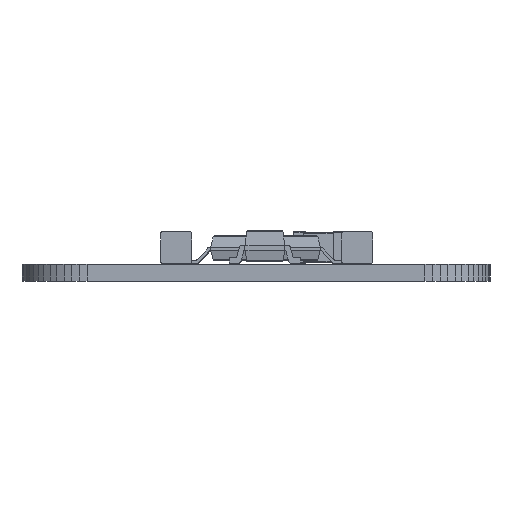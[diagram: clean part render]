
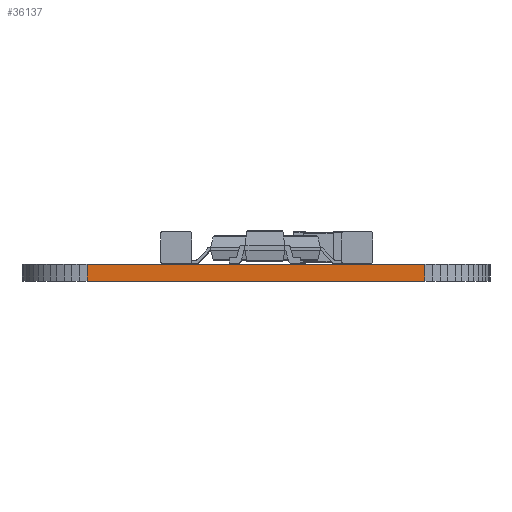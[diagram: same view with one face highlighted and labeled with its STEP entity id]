
A CAD part, front view. The second image highlights one B-rep face of the part: STEP entity #36137.
In plain terms, the highlighted planar face has unit normal (0, -1, 0).
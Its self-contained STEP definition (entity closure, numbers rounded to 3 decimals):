
#27386 = PLANE('',#27387);
#27387 = AXIS2_PLACEMENT_3D('',#27388,#27389,#27390);
#27388 = CARTESIAN_POINT('',(7.62,-34.093,0.68));
#27389 = DIRECTION('',(-0.,-0.,-1.));
#27390 = DIRECTION('',(-1.,0.,0.));
#27440 = PLANE('',#27441);
#27441 = AXIS2_PLACEMENT_3D('',#27442,#27443,#27444);
#27442 = CARTESIAN_POINT('',(7.62,-34.093,0.));
#27443 = DIRECTION('',(-0.,-0.,-1.));
#27444 = DIRECTION('',(-1.,0.,0.));
#28277 = VERTEX_POINT('',#28278);
#28278 = CARTESIAN_POINT('',(14.404,-71.194,0.));
#28292 = PLANE('',#28293);
#28293 = AXIS2_PLACEMENT_3D('',#28294,#28295,#28296);
#28294 = CARTESIAN_POINT('',(14.719,-71.175,0.));
#28295 = DIRECTION('',(0.06,-0.998,0.));
#28296 = DIRECTION('',(-0.998,-0.06,0.));
#28304 = EDGE_CURVE('',#28277,#28305,#28307,.T.);
#28305 = VERTEX_POINT('',#28306);
#28306 = CARTESIAN_POINT('',(0.836,-71.194,0.));
#28307 = SURFACE_CURVE('',#28308,(#28312,#28319),.PCURVE_S1.);
#28308 = LINE('',#28309,#28310);
#28309 = CARTESIAN_POINT('',(14.404,-71.194,0.));
#28310 = VECTOR('',#28311,1.);
#28311 = DIRECTION('',(-1.,0.,0.));
#28312 = PCURVE('',#27440,#28313);
#28313 = DEFINITIONAL_REPRESENTATION('',(#28314),#28318);
#28314 = LINE('',#28315,#28316);
#28315 = CARTESIAN_POINT('',(-6.784,-37.1));
#28316 = VECTOR('',#28317,1.);
#28317 = DIRECTION('',(1.,0.));
#28318 = ( GEOMETRIC_REPRESENTATION_CONTEXT(2) 
PARAMETRIC_REPRESENTATION_CONTEXT() REPRESENTATION_CONTEXT('2D SPACE',''
  ) );
#28319 = PCURVE('',#28320,#28325);
#28320 = PLANE('',#28321);
#28321 = AXIS2_PLACEMENT_3D('',#28322,#28323,#28324);
#28322 = CARTESIAN_POINT('',(14.404,-71.194,0.));
#28323 = DIRECTION('',(0.,-1.,0.));
#28324 = DIRECTION('',(-1.,0.,0.));
#28325 = DEFINITIONAL_REPRESENTATION('',(#28326),#28330);
#28326 = LINE('',#28327,#28328);
#28327 = CARTESIAN_POINT('',(0.,0.));
#28328 = VECTOR('',#28329,1.);
#28329 = DIRECTION('',(1.,0.));
#28330 = ( GEOMETRIC_REPRESENTATION_CONTEXT(2) 
PARAMETRIC_REPRESENTATION_CONTEXT() REPRESENTATION_CONTEXT('2D SPACE',''
  ) );
#28348 = PLANE('',#28349);
#28349 = AXIS2_PLACEMENT_3D('',#28350,#28351,#28352);
#28350 = CARTESIAN_POINT('',(0.836,-71.194,0.));
#28351 = DIRECTION('',(-0.06,-0.998,0.));
#28352 = DIRECTION('',(-0.998,0.06,0.));
#32048 = VERTEX_POINT('',#32049);
#32049 = CARTESIAN_POINT('',(14.404,-71.194,0.68));
#32070 = EDGE_CURVE('',#32048,#32071,#32073,.T.);
#32071 = VERTEX_POINT('',#32072);
#32072 = CARTESIAN_POINT('',(0.836,-71.194,0.68));
#32073 = SURFACE_CURVE('',#32074,(#32078,#32085),.PCURVE_S1.);
#32074 = LINE('',#32075,#32076);
#32075 = CARTESIAN_POINT('',(14.404,-71.194,0.68));
#32076 = VECTOR('',#32077,1.);
#32077 = DIRECTION('',(-1.,0.,0.));
#32078 = PCURVE('',#27386,#32079);
#32079 = DEFINITIONAL_REPRESENTATION('',(#32080),#32084);
#32080 = LINE('',#32081,#32082);
#32081 = CARTESIAN_POINT('',(-6.784,-37.1));
#32082 = VECTOR('',#32083,1.);
#32083 = DIRECTION('',(1.,0.));
#32084 = ( GEOMETRIC_REPRESENTATION_CONTEXT(2) 
PARAMETRIC_REPRESENTATION_CONTEXT() REPRESENTATION_CONTEXT('2D SPACE',''
  ) );
#32085 = PCURVE('',#28320,#32086);
#32086 = DEFINITIONAL_REPRESENTATION('',(#32087),#32091);
#32087 = LINE('',#32088,#32089);
#32088 = CARTESIAN_POINT('',(0.,-0.68));
#32089 = VECTOR('',#32090,1.);
#32090 = DIRECTION('',(1.,0.));
#32091 = ( GEOMETRIC_REPRESENTATION_CONTEXT(2) 
PARAMETRIC_REPRESENTATION_CONTEXT() REPRESENTATION_CONTEXT('2D SPACE',''
  ) );
#36089 = EDGE_CURVE('',#28277,#32048,#36090,.T.);
#36090 = SURFACE_CURVE('',#36091,(#36095,#36102),.PCURVE_S1.);
#36091 = LINE('',#36092,#36093);
#36092 = CARTESIAN_POINT('',(14.404,-71.194,0.));
#36093 = VECTOR('',#36094,1.);
#36094 = DIRECTION('',(0.,0.,1.));
#36095 = PCURVE('',#28292,#36096);
#36096 = DEFINITIONAL_REPRESENTATION('',(#36097),#36101);
#36097 = LINE('',#36098,#36099);
#36098 = CARTESIAN_POINT('',(0.316,0.));
#36099 = VECTOR('',#36100,1.);
#36100 = DIRECTION('',(0.,-1.));
#36101 = ( GEOMETRIC_REPRESENTATION_CONTEXT(2) 
PARAMETRIC_REPRESENTATION_CONTEXT() REPRESENTATION_CONTEXT('2D SPACE',''
  ) );
#36102 = PCURVE('',#28320,#36103);
#36103 = DEFINITIONAL_REPRESENTATION('',(#36104),#36108);
#36104 = LINE('',#36105,#36106);
#36105 = CARTESIAN_POINT('',(0.,0.));
#36106 = VECTOR('',#36107,1.);
#36107 = DIRECTION('',(0.,-1.));
#36108 = ( GEOMETRIC_REPRESENTATION_CONTEXT(2) 
PARAMETRIC_REPRESENTATION_CONTEXT() REPRESENTATION_CONTEXT('2D SPACE',''
  ) );
#36137 = ADVANCED_FACE('',(#36138),#28320,.T.);
#36138 = FACE_BOUND('',#36139,.T.);
#36139 = EDGE_LOOP('',(#36140,#36141,#36142,#36163));
#36140 = ORIENTED_EDGE('',*,*,#36089,.T.);
#36141 = ORIENTED_EDGE('',*,*,#32070,.T.);
#36142 = ORIENTED_EDGE('',*,*,#36143,.F.);
#36143 = EDGE_CURVE('',#28305,#32071,#36144,.T.);
#36144 = SURFACE_CURVE('',#36145,(#36149,#36156),.PCURVE_S1.);
#36145 = LINE('',#36146,#36147);
#36146 = CARTESIAN_POINT('',(0.836,-71.194,0.));
#36147 = VECTOR('',#36148,1.);
#36148 = DIRECTION('',(0.,0.,1.));
#36149 = PCURVE('',#28320,#36150);
#36150 = DEFINITIONAL_REPRESENTATION('',(#36151),#36155);
#36151 = LINE('',#36152,#36153);
#36152 = CARTESIAN_POINT('',(13.569,0.));
#36153 = VECTOR('',#36154,1.);
#36154 = DIRECTION('',(0.,-1.));
#36155 = ( GEOMETRIC_REPRESENTATION_CONTEXT(2) 
PARAMETRIC_REPRESENTATION_CONTEXT() REPRESENTATION_CONTEXT('2D SPACE',''
  ) );
#36156 = PCURVE('',#28348,#36157);
#36157 = DEFINITIONAL_REPRESENTATION('',(#36158),#36162);
#36158 = LINE('',#36159,#36160);
#36159 = CARTESIAN_POINT('',(0.,0.));
#36160 = VECTOR('',#36161,1.);
#36161 = DIRECTION('',(0.,-1.));
#36162 = ( GEOMETRIC_REPRESENTATION_CONTEXT(2) 
PARAMETRIC_REPRESENTATION_CONTEXT() REPRESENTATION_CONTEXT('2D SPACE',''
  ) );
#36163 = ORIENTED_EDGE('',*,*,#28304,.F.);
